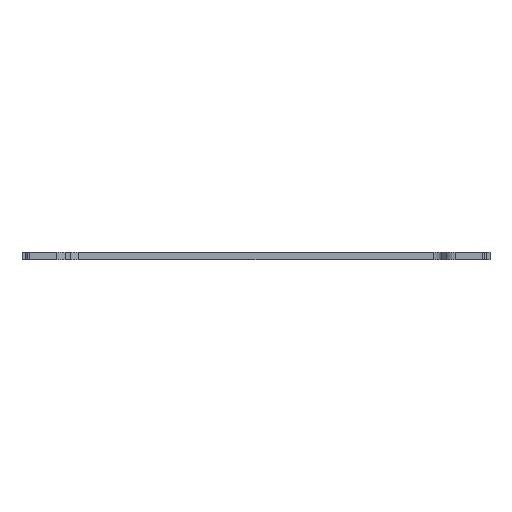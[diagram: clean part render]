
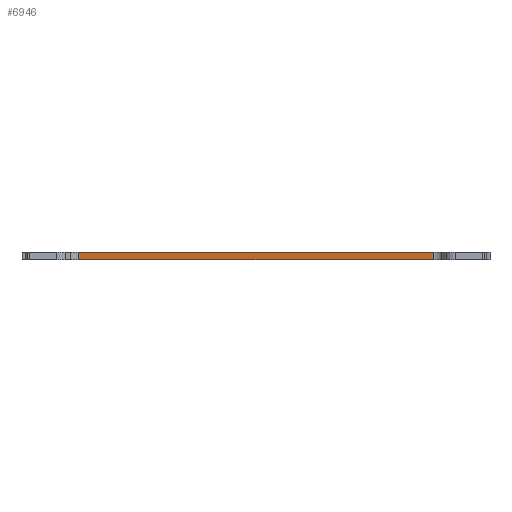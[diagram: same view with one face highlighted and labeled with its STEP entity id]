
A CAD part, front view. The second image highlights one B-rep face of the part: STEP entity #6946.
In plain terms, the highlighted planar face has unit normal (0, -1, 0).
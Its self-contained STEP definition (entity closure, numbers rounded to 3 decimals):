
#227=PLANE('',#7676);
#541=FACE_OUTER_BOUND('',#985,.T.);
#985=EDGE_LOOP('',(#6040,#6041,#6042,#6043));
#1141=LINE('',#10023,#1809);
#1250=LINE('',#10462,#1918);
#1654=LINE('',#11729,#2322);
#1655=LINE('',#11731,#2323);
#1809=VECTOR('',#7888,10.);
#1918=VECTOR('',#8223,10.);
#2322=VECTOR('',#9553,10.);
#2323=VECTOR('',#9556,10.);
#2845=VERTEX_POINT('',#10020);
#2846=VERTEX_POINT('',#10022);
#3062=VERTEX_POINT('',#10459);
#3063=VERTEX_POINT('',#10461);
#3527=EDGE_CURVE('',#2845,#2846,#1141,.T.);
#3747=EDGE_CURVE('',#3062,#3063,#1250,.T.);
#4372=EDGE_CURVE('',#2846,#3062,#1654,.T.);
#4373=EDGE_CURVE('',#2845,#3063,#1655,.T.);
#6040=ORIENTED_EDGE('',*,*,#4373,.T.);
#6041=ORIENTED_EDGE('',*,*,#3747,.F.);
#6042=ORIENTED_EDGE('',*,*,#4372,.F.);
#6043=ORIENTED_EDGE('',*,*,#3527,.F.);
#6946=ADVANCED_FACE('',(#541),#227,.F.);
#7676=AXIS2_PLACEMENT_3D('',#11730,#9554,#9555);
#7888=DIRECTION('',(-1.,0.,0.));
#8223=DIRECTION('',(1.,0.,0.));
#9553=DIRECTION('',(0.,0.,1.));
#9554=DIRECTION('center_axis',(0.,1.,0.));
#9555=DIRECTION('ref_axis',(0.,0.,1.));
#9556=DIRECTION('',(0.,0.,1.));
#10020=CARTESIAN_POINT('',(137.984,-183.093,-3.));
#10022=CARTESIAN_POINT('',(-137.984,-183.093,-3.));
#10023=CARTESIAN_POINT('',(61.492,-183.093,-3.));
#10459=CARTESIAN_POINT('',(-137.984,-183.093,3.));
#10461=CARTESIAN_POINT('',(137.984,-183.093,3.));
#10462=CARTESIAN_POINT('',(-81.55,-183.093,3.));
#11729=CARTESIAN_POINT('',(-137.984,-183.093,3.));
#11730=CARTESIAN_POINT('Origin',(-126.948,-183.093,3.));
#11731=CARTESIAN_POINT('',(137.984,-183.093,3.));
